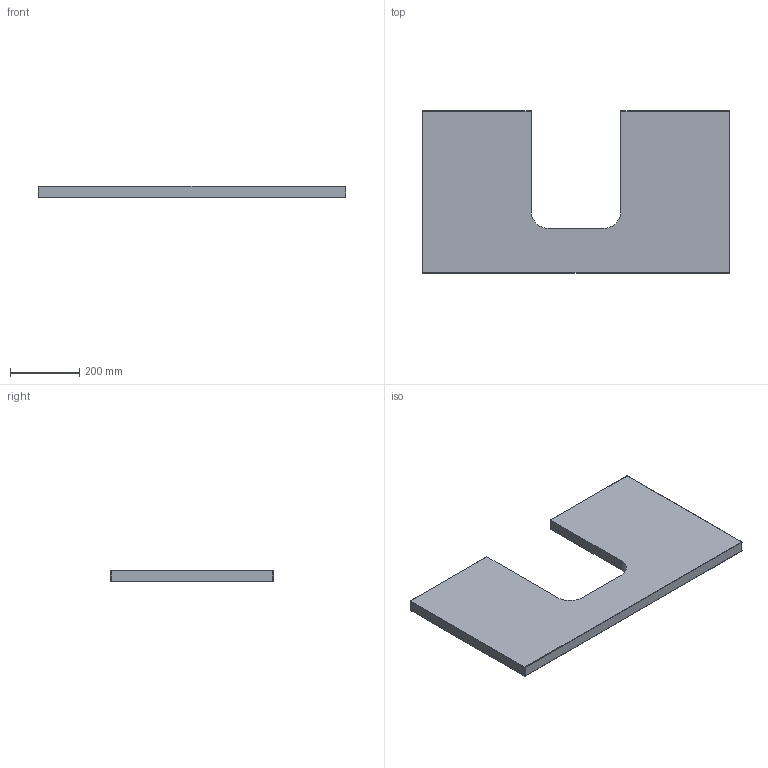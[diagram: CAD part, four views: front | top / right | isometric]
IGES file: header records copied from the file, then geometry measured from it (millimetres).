
Global section: file name: 505273; native system: Autodesk Inventor 2018; preprocessor: unknown; author: JANAN; date: 20200923.074247; units: millimetre
Bounding box: 888 x 470 x 32 mm (x, y, z)
Volume: 10551334.5 mm3; surface area: 768656.4 mm2
Topology: 1 solids, 1 shells, 54 faces, 130 edges, 80 vertices
Faces by surface type: bspline 54
